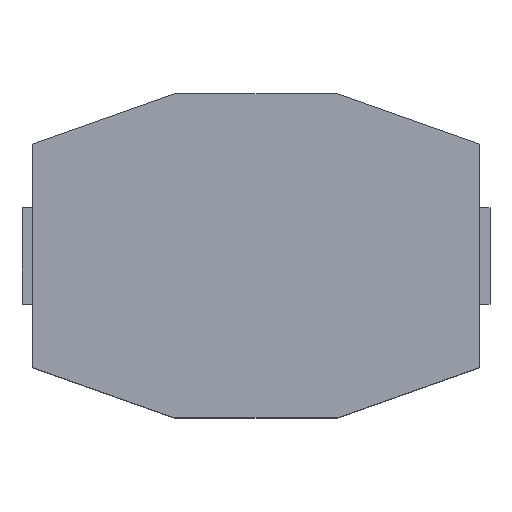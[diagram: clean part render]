
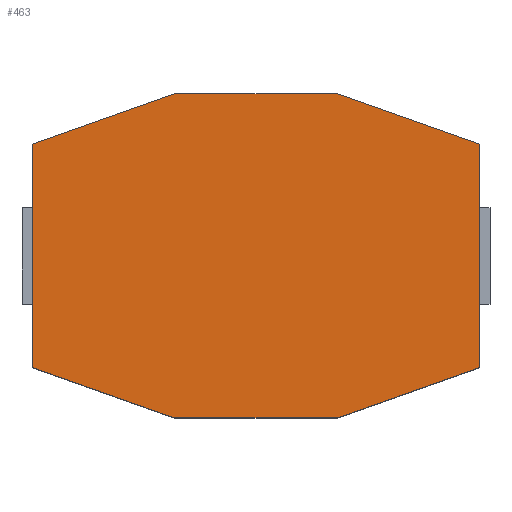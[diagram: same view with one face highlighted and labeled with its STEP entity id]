
A CAD part, top view. The second image highlights one B-rep face of the part: STEP entity #463.
In plain terms, the highlighted planar face has unit normal (0, 0, 1).
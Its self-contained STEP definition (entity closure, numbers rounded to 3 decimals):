
#463=ADVANCED_FACE($,(#469),#464,.F.);
#464=PLANE($,#465);
#465=AXIS2_PLACEMENT_3D($,#466,#467,#468);
#466=CARTESIAN_POINT('Origin',(-2.35,-4.699,5.385));
#467=DIRECTION('center_axis',(0.0,0.0,-1.0));
#468=DIRECTION('ref_axis',(0.,1.,0.));
#469=FACE_OUTER_BOUND($,#470,.T.);
#470=EDGE_LOOP($,(#471,#481,#491,#501,#511,#521,#531,#541));
#471=ORIENTED_EDGE($,*,*,#472,.F.);
#472=EDGE_CURVE($,#473,#475,#477,.T.);
#473=VERTEX_POINT($,#474);
#474=CARTESIAN_POINT('',(2.35,-4.699,5.385));
#475=VERTEX_POINT($,#476);
#476=CARTESIAN_POINT('',(-2.35,-4.699,5.385));
#477=LINE($,#478,#479);
#478=CARTESIAN_POINT($,(2.35,-4.699,5.385));
#479=VECTOR($,#480,4.699);
#480=DIRECTION($,(-1.0,0.0,0.0));
#481=ORIENTED_EDGE($,*,*,#482,.F.);
#482=EDGE_CURVE($,#483,#485,#487,.T.);
#483=VERTEX_POINT($,#484);
#484=CARTESIAN_POINT('',(6.477,-3.238,5.385));
#485=VERTEX_POINT($,#474);
#487=LINE($,#488,#489);
#488=CARTESIAN_POINT($,(6.477,-3.238,5.385));
#489=VECTOR($,#490,4.378);
#490=DIRECTION($,(-0.943,-0.334,0.0));
#491=ORIENTED_EDGE($,*,*,#492,.F.);
#492=EDGE_CURVE($,#493,#495,#497,.T.);
#493=VERTEX_POINT($,#494);
#494=CARTESIAN_POINT('',(6.477,3.238,5.385));
#495=VERTEX_POINT($,#484);
#497=LINE($,#498,#499);
#498=CARTESIAN_POINT($,(6.477,3.238,5.385));
#499=VECTOR($,#500,6.477);
#500=DIRECTION($,(0.0,-1.0,0.0));
#501=ORIENTED_EDGE($,*,*,#502,.F.);
#502=EDGE_CURVE($,#503,#505,#507,.T.);
#503=VERTEX_POINT($,#504);
#504=CARTESIAN_POINT('',(2.35,4.699,5.385));
#505=VERTEX_POINT($,#494);
#507=LINE($,#508,#509);
#508=CARTESIAN_POINT($,(2.35,4.699,5.385));
#509=VECTOR($,#510,4.378);
#510=DIRECTION($,(0.943,-0.334,0.0));
#511=ORIENTED_EDGE($,*,*,#512,.F.);
#512=EDGE_CURVE($,#513,#515,#517,.T.);
#513=VERTEX_POINT($,#514);
#514=CARTESIAN_POINT('',(-2.35,4.699,5.385));
#515=VERTEX_POINT($,#504);
#517=LINE($,#518,#519);
#518=CARTESIAN_POINT($,(-2.35,4.699,5.385));
#519=VECTOR($,#520,4.699);
#520=DIRECTION($,(1.0,0.0,0.0));
#521=ORIENTED_EDGE($,*,*,#522,.F.);
#522=EDGE_CURVE($,#523,#525,#527,.T.);
#523=VERTEX_POINT($,#524);
#524=CARTESIAN_POINT('',(-6.477,3.238,5.385));
#525=VERTEX_POINT($,#514);
#527=LINE($,#528,#529);
#528=CARTESIAN_POINT($,(-6.477,3.238,5.385));
#529=VECTOR($,#530,4.378);
#530=DIRECTION($,(0.943,0.334,0.0));
#531=ORIENTED_EDGE($,*,*,#532,.F.);
#532=EDGE_CURVE($,#533,#535,#537,.T.);
#533=VERTEX_POINT($,#534);
#534=CARTESIAN_POINT('',(-6.477,-3.238,5.385));
#535=VERTEX_POINT($,#524);
#537=LINE($,#538,#539);
#538=CARTESIAN_POINT($,(-6.477,-3.238,5.385));
#539=VECTOR($,#540,6.477);
#540=DIRECTION($,(0.0,1.0,0.0));
#541=ORIENTED_EDGE($,*,*,#542,.F.);
#542=EDGE_CURVE($,#543,#545,#547,.T.);
#543=VERTEX_POINT($,#476);
#545=VERTEX_POINT($,#534);
#547=LINE($,#548,#549);
#548=CARTESIAN_POINT($,(-2.35,-4.699,5.385));
#549=VECTOR($,#550,4.378);
#550=DIRECTION($,(-0.943,0.334,0.0));
